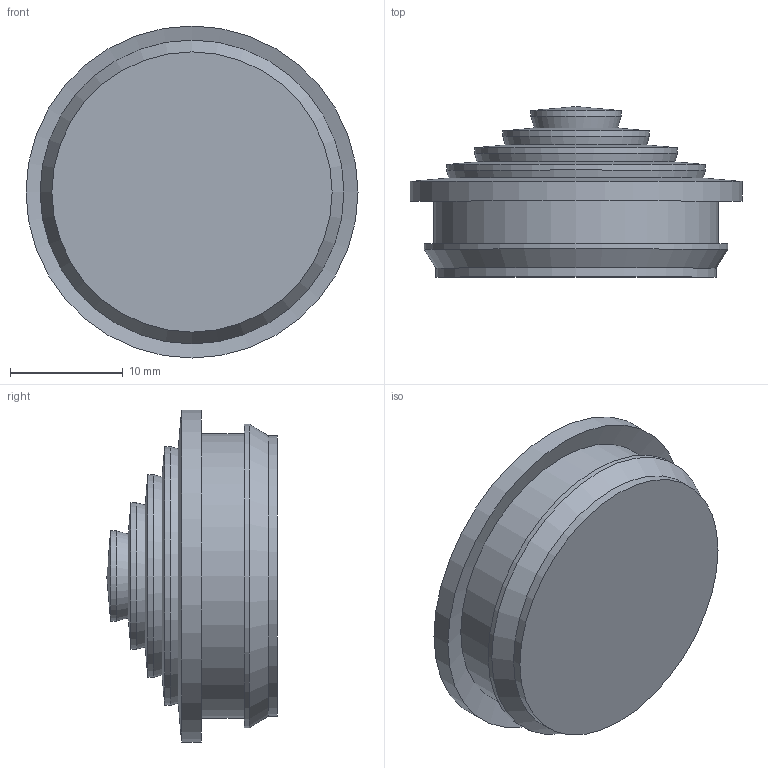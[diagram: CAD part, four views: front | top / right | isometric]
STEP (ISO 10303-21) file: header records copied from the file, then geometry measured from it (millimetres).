
FILE_DESCRIPTION (( 'STEP AP214' ), '1' );
FILE_NAME ('2012354.stp', '2023-03-06T12:08:59', ( '' ), ( '' ), 'SwSTEP 2.0', 'SolidWorks 2022', '' );
FILE_SCHEMA (( 'AUTOMOTIVE_DESIGN' ));
Length unit declared in the file: millimetre
Products named in the file (1): 2012354
Bounding box: 29.5 x 15.15 x 29.5 mm (x, y, z)
Volume: 5970.8 mm3; surface area: 2487.1 mm2
Topology: 1 solids, 1 shells, 21 faces, 40 edges, 21 vertices
Faces by surface type: cone 11, cylinder 8, plane 2
Full cylindrical faces by diameter (mm): 8 x1, 13 x1, 18 x1, 23 x1, 24.9 x1, 25.3 x1, 27 x1, 29.5 x1
Entity records: 448 total; most frequent: DIRECTION 84, CARTESIAN_POINT 62, AXIS2_PLACEMENT_3D 42, EDGE_LOOP 40, ORIENTED_EDGE 40, FACE_OUTER_BOUND 29, ADVANCED_FACE 21, EDGE_CURVE 20
